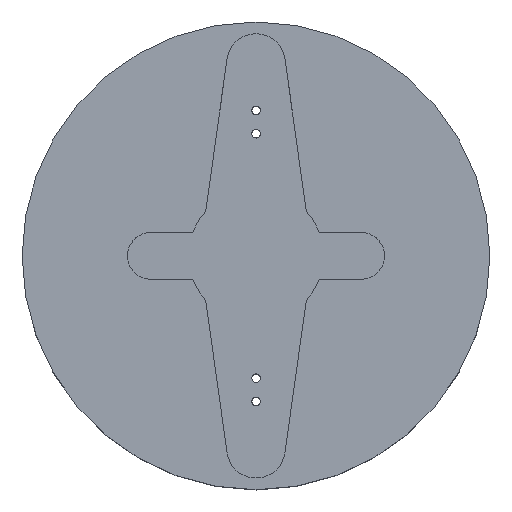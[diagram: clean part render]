
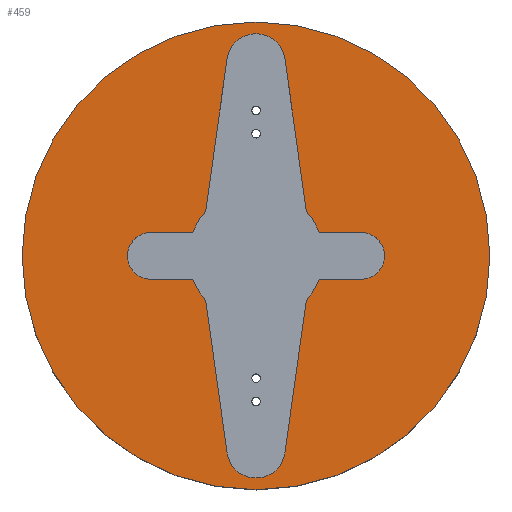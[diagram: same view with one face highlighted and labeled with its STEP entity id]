
A CAD part, top view. The second image highlights one B-rep face of the part: STEP entity #459.
In plain terms, the highlighted planar face has unit normal (0, 0, 1).
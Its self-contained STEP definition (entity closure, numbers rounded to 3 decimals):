
#23=FACE_BOUND('',#91,.T.);
#34=PLANE('',#523);
#58=FACE_OUTER_BOUND('',#90,.T.);
#90=EDGE_LOOP('',(#406));
#91=EDGE_LOOP('',(#407,#408,#409,#410,#411,#412,#413,#414,#415,#416,#417,
#418,#419,#420,#421,#422));
#94=LINE('',#675,#131);
#97=LINE('',#681,#134);
#102=LINE('',#696,#139);
#105=LINE('',#702,#142);
#116=LINE('',#759,#153);
#120=LINE('',#770,#157);
#122=LINE('',#774,#159);
#126=LINE('',#785,#163);
#131=VECTOR('',#536,10.);
#134=VECTOR('',#541,10.);
#139=VECTOR('',#554,10.);
#142=VECTOR('',#559,10.);
#153=VECTOR('',#624,10.);
#157=VECTOR('',#636,10.);
#159=VECTOR('',#640,10.);
#163=VECTOR('',#652,10.);
#166=CIRCLE('',#475,2.);
#168=CIRCLE('',#480,2.);
#170=CIRCLE('',#485,5.75);
#173=CIRCLE('',#489,5.75);
#174=CIRCLE('',#491,5.75);
#177=CIRCLE('',#495,5.75);
#187=CIRCLE('',#512,2.5);
#189=CIRCLE('',#517,2.5);
#191=CIRCLE('',#522,20.);
#192=VERTEX_POINT('',#665);
#193=VERTEX_POINT('',#666);
#196=VERTEX_POINT('',#674);
#198=VERTEX_POINT('',#680);
#200=VERTEX_POINT('',#686);
#201=VERTEX_POINT('',#687);
#204=VERTEX_POINT('',#695);
#206=VERTEX_POINT('',#701);
#208=VERTEX_POINT('',#707);
#211=VERTEX_POINT('',#715);
#212=VERTEX_POINT('',#719);
#215=VERTEX_POINT('',#727);
#225=VERTEX_POINT('',#758);
#227=VERTEX_POINT('',#764);
#229=VERTEX_POINT('',#773);
#231=VERTEX_POINT('',#779);
#233=VERTEX_POINT('',#789);
#234=EDGE_CURVE('',#192,#193,#166,.T.);
#238=EDGE_CURVE('',#196,#192,#94,.T.);
#241=EDGE_CURVE('',#193,#198,#97,.T.);
#244=EDGE_CURVE('',#200,#201,#168,.T.);
#248=EDGE_CURVE('',#204,#200,#102,.T.);
#251=EDGE_CURVE('',#201,#206,#105,.T.);
#254=EDGE_CURVE('',#208,#196,#170,.T.);
#259=EDGE_CURVE('',#198,#211,#173,.T.);
#260=EDGE_CURVE('',#212,#204,#174,.T.);
#265=EDGE_CURVE('',#206,#215,#177,.T.);
#279=EDGE_CURVE('',#225,#212,#116,.T.);
#282=EDGE_CURVE('',#227,#225,#187,.T.);
#285=EDGE_CURVE('',#211,#227,#120,.T.);
#287=EDGE_CURVE('',#229,#208,#122,.T.);
#290=EDGE_CURVE('',#231,#229,#189,.T.);
#293=EDGE_CURVE('',#215,#231,#126,.T.);
#295=EDGE_CURVE('',#233,#233,#191,.T.);
#406=ORIENTED_EDGE('',*,*,#295,.T.);
#407=ORIENTED_EDGE('',*,*,#241,.T.);
#408=ORIENTED_EDGE('',*,*,#259,.T.);
#409=ORIENTED_EDGE('',*,*,#285,.T.);
#410=ORIENTED_EDGE('',*,*,#282,.T.);
#411=ORIENTED_EDGE('',*,*,#279,.T.);
#412=ORIENTED_EDGE('',*,*,#260,.T.);
#413=ORIENTED_EDGE('',*,*,#248,.T.);
#414=ORIENTED_EDGE('',*,*,#244,.T.);
#415=ORIENTED_EDGE('',*,*,#251,.T.);
#416=ORIENTED_EDGE('',*,*,#265,.T.);
#417=ORIENTED_EDGE('',*,*,#293,.T.);
#418=ORIENTED_EDGE('',*,*,#290,.T.);
#419=ORIENTED_EDGE('',*,*,#287,.T.);
#420=ORIENTED_EDGE('',*,*,#254,.T.);
#421=ORIENTED_EDGE('',*,*,#238,.T.);
#422=ORIENTED_EDGE('',*,*,#234,.T.);
#459=ADVANCED_FACE('',(#58,#23),#34,.T.);
#475=AXIS2_PLACEMENT_3D('',#667,#528,#529);
#480=AXIS2_PLACEMENT_3D('',#688,#546,#547);
#485=AXIS2_PLACEMENT_3D('',#708,#564,#565);
#489=AXIS2_PLACEMENT_3D('',#717,#574,#575);
#491=AXIS2_PLACEMENT_3D('',#720,#578,#579);
#495=AXIS2_PLACEMENT_3D('',#729,#588,#589);
#512=AXIS2_PLACEMENT_3D('',#765,#629,#630);
#517=AXIS2_PLACEMENT_3D('',#780,#645,#646);
#522=AXIS2_PLACEMENT_3D('',#790,#658,#659);
#523=AXIS2_PLACEMENT_3D('',#792,#661,#662);
#528=DIRECTION('center_axis',(0.,0.,-1.));
#529=DIRECTION('ref_axis',(0.,-1.,0.));
#536=DIRECTION('',(1.,0.,0.));
#541=DIRECTION('',(-1.,0.,0.));
#546=DIRECTION('center_axis',(0.,0.,-1.));
#547=DIRECTION('ref_axis',(0.,1.,0.));
#554=DIRECTION('',(-1.,0.,0.));
#559=DIRECTION('',(1.,0.,0.));
#564=DIRECTION('center_axis',(0.,0.,-1.));
#565=DIRECTION('ref_axis',(0.748,-0.664,0.));
#574=DIRECTION('center_axis',(0.,0.,-1.));
#575=DIRECTION('ref_axis',(0.748,-0.664,0.));
#578=DIRECTION('center_axis',(0.,0.,-1.));
#579=DIRECTION('ref_axis',(-0.748,0.664,0.));
#588=DIRECTION('center_axis',(0.,0.,-1.));
#589=DIRECTION('ref_axis',(-0.748,0.664,0.));
#624=DIRECTION('',(-0.139,0.99,0.));
#629=DIRECTION('center_axis',(0.,0.,-1.));
#630=DIRECTION('ref_axis',(-0.99,-0.139,0.));
#636=DIRECTION('',(-0.139,-0.99,0.));
#640=DIRECTION('',(0.139,-0.99,0.));
#645=DIRECTION('center_axis',(0.,0.,-1.));
#646=DIRECTION('ref_axis',(0.99,0.139,0.));
#652=DIRECTION('',(0.139,0.99,0.));
#658=DIRECTION('center_axis',(0.,0.,1.));
#659=DIRECTION('ref_axis',(0.,1.,0.));
#661=DIRECTION('center_axis',(0.,0.,1.));
#662=DIRECTION('ref_axis',(1.,0.,0.));
#665=CARTESIAN_POINT('',(9.,2.,12.));
#666=CARTESIAN_POINT('',(9.,-2.,12.));
#667=CARTESIAN_POINT('Origin',(9.,0.,12.));
#674=CARTESIAN_POINT('',(5.391,2.,12.));
#675=CARTESIAN_POINT('',(2.695,2.,12.));
#680=CARTESIAN_POINT('',(5.391,-2.,12.));
#681=CARTESIAN_POINT('',(4.5,-2.,12.));
#686=CARTESIAN_POINT('',(-9.,-2.,12.));
#687=CARTESIAN_POINT('',(-9.,2.,12.));
#688=CARTESIAN_POINT('Origin',(-9.,0.,12.));
#695=CARTESIAN_POINT('',(-5.391,-2.,12.));
#696=CARTESIAN_POINT('',(-2.695,-2.,12.));
#701=CARTESIAN_POINT('',(-5.391,2.,12.));
#702=CARTESIAN_POINT('',(-4.5,2.,12.));
#707=CARTESIAN_POINT('',(4.3,3.817,12.));
#708=CARTESIAN_POINT('Origin',(0.,0.,
12.));
#715=CARTESIAN_POINT('',(4.3,-3.817,12.));
#717=CARTESIAN_POINT('Origin',(0.,0.,
12.));
#719=CARTESIAN_POINT('',(-4.3,-3.817,12.));
#720=CARTESIAN_POINT('Origin',(0.,0.,
12.));
#727=CARTESIAN_POINT('',(-4.3,3.817,12.));
#729=CARTESIAN_POINT('Origin',(0.,0.,
12.));
#758=CARTESIAN_POINT('',(-2.476,-16.847,12.));
#759=CARTESIAN_POINT('',(-3.609,-8.755,12.));
#764=CARTESIAN_POINT('',(2.476,-16.847,12.));
#765=CARTESIAN_POINT('Origin',(0.,-16.5,12.));
#770=CARTESIAN_POINT('',(4.521,-2.241,12.));
#773=CARTESIAN_POINT('',(2.476,16.847,12.));
#774=CARTESIAN_POINT('',(3.609,8.755,12.));
#779=CARTESIAN_POINT('',(-2.476,16.847,12.));
#780=CARTESIAN_POINT('Origin',(0.,16.5,12.));
#785=CARTESIAN_POINT('',(-4.521,2.241,12.));
#789=CARTESIAN_POINT('',(0.,-20.,12.));
#790=CARTESIAN_POINT('Origin',(0.,0.,12.));
#792=CARTESIAN_POINT('Origin',(0.,0.,12.));
